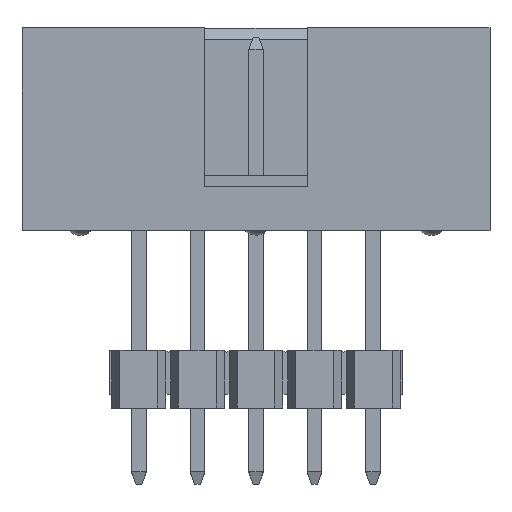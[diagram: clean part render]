
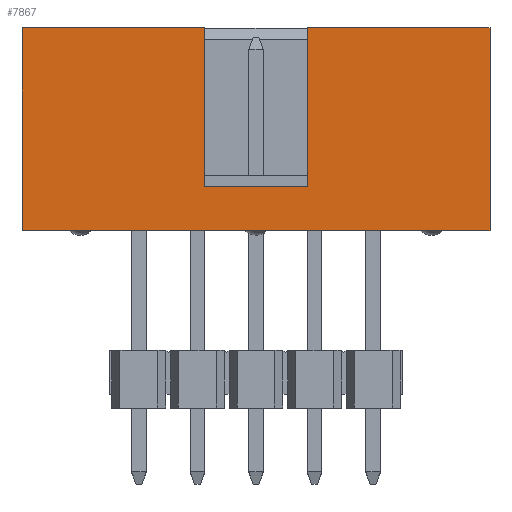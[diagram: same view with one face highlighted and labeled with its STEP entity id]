
A CAD part, top view. The second image highlights one B-rep face of the part: STEP entity #7867.
In plain terms, the highlighted planar face has unit normal (0, 0, 1).
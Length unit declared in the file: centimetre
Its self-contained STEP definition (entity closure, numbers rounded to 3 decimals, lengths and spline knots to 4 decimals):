
#531=FACE_OUTER_BOUND('',#988,.T.);
#988=EDGE_LOOP('',(#6383,#6384,#6385,#6386,#6387,#6388,#6389,#6390));
#1894=LINE('',#12148,#2865);
#1941=LINE('',#12227,#2912);
#1950=LINE('',#12242,#2921);
#1952=LINE('',#12247,#2923);
#1953=LINE('',#12249,#2924);
#1954=LINE('',#12250,#2925);
#1955=LINE('',#12252,#2926);
#1956=LINE('',#12253,#2927);
#2865=VECTOR('',#10069,2.031);
#2912=VECTOR('',#10118,0.88);
#2921=VECTOR('',#10131,0.88);
#2923=VECTOR('',#10135,0.45);
#2924=VECTOR('',#10136,0.69);
#2925=VECTOR('',#10137,0.7905);
#2926=VECTOR('',#10138,0.7905);
#2927=VECTOR('',#10139,0.69);
#3561=VERTEX_POINT('',#12145);
#3562=VERTEX_POINT('',#12147);
#3593=VERTEX_POINT('',#12225);
#3597=VERTEX_POINT('',#12241);
#3598=VERTEX_POINT('',#12245);
#3599=VERTEX_POINT('',#12246);
#3600=VERTEX_POINT('',#12248);
#3601=VERTEX_POINT('',#12251);
#4520=EDGE_CURVE('',#3562,#3561,#1894,.T.);
#4567=EDGE_CURVE('',#3593,#3561,#1941,.T.);
#4576=EDGE_CURVE('',#3597,#3562,#1950,.T.);
#4578=EDGE_CURVE('',#3598,#3599,#1952,.T.);
#4579=EDGE_CURVE('',#3600,#3598,#1953,.T.);
#4580=EDGE_CURVE('',#3597,#3600,#1954,.T.);
#4581=EDGE_CURVE('',#3601,#3593,#1955,.T.);
#4582=EDGE_CURVE('',#3599,#3601,#1956,.T.);
#6383=ORIENTED_EDGE('',*,*,#4578,.F.);
#6384=ORIENTED_EDGE('',*,*,#4579,.F.);
#6385=ORIENTED_EDGE('',*,*,#4580,.F.);
#6386=ORIENTED_EDGE('',*,*,#4576,.T.);
#6387=ORIENTED_EDGE('',*,*,#4520,.T.);
#6388=ORIENTED_EDGE('',*,*,#4567,.F.);
#6389=ORIENTED_EDGE('',*,*,#4581,.F.);
#6390=ORIENTED_EDGE('',*,*,#4582,.F.);
#7025=PLANE('',#8343);
#7867=ADVANCED_FACE('',(#531),#7025,.F.);
#8343=AXIS2_PLACEMENT_3D('',#12244,#10133,#10134);
#10069=DIRECTION('',(1.,0.,0.));
#10118=DIRECTION('',(0.,-1.,0.));
#10131=DIRECTION('',(0.,-1.,0.));
#10133=DIRECTION('center_axis',(0.,0.,
-1.));
#10134=DIRECTION('ref_axis',(1.,0.,0.));
#10135=DIRECTION('',(1.,0.,0.));
#10136=DIRECTION('',(0.,-1.,0.));
#10137=DIRECTION('',(1.,0.,0.));
#10138=DIRECTION('',(1.,0.,0.));
#10139=DIRECTION('',(0.,1.,0.));
#12145=CARTESIAN_POINT('',(1.7298,1.1792,0.0807));
#12147=CARTESIAN_POINT('',(-0.3012,1.1792,0.0807));
#12148=CARTESIAN_POINT('',(-0.3012,1.1792,0.0807));
#12225=CARTESIAN_POINT('',(1.7298,2.0592,0.0807));
#12227=CARTESIAN_POINT('',(1.7298,2.0592,0.0807));
#12241=CARTESIAN_POINT('',(-0.3012,2.0592,0.0807));
#12242=CARTESIAN_POINT('',(-0.3012,2.0592,0.0807));
#12244=CARTESIAN_POINT('Origin',(-0.3012,2.0592,0.0807));
#12245=CARTESIAN_POINT('',(0.4893,1.3692,0.0807));
#12246=CARTESIAN_POINT('',(0.9393,1.3692,0.0807));
#12247=CARTESIAN_POINT('',(0.4893,1.3692,0.0807));
#12248=CARTESIAN_POINT('',(0.4893,2.0592,0.0807));
#12249=CARTESIAN_POINT('',(0.4893,2.0592,0.0807));
#12250=CARTESIAN_POINT('',(-0.3012,2.0592,0.0807));
#12251=CARTESIAN_POINT('',(0.9393,2.0592,0.0807));
#12252=CARTESIAN_POINT('',(-0.3012,2.0592,0.0807));
#12253=CARTESIAN_POINT('',(0.9393,2.0592,0.0807));
